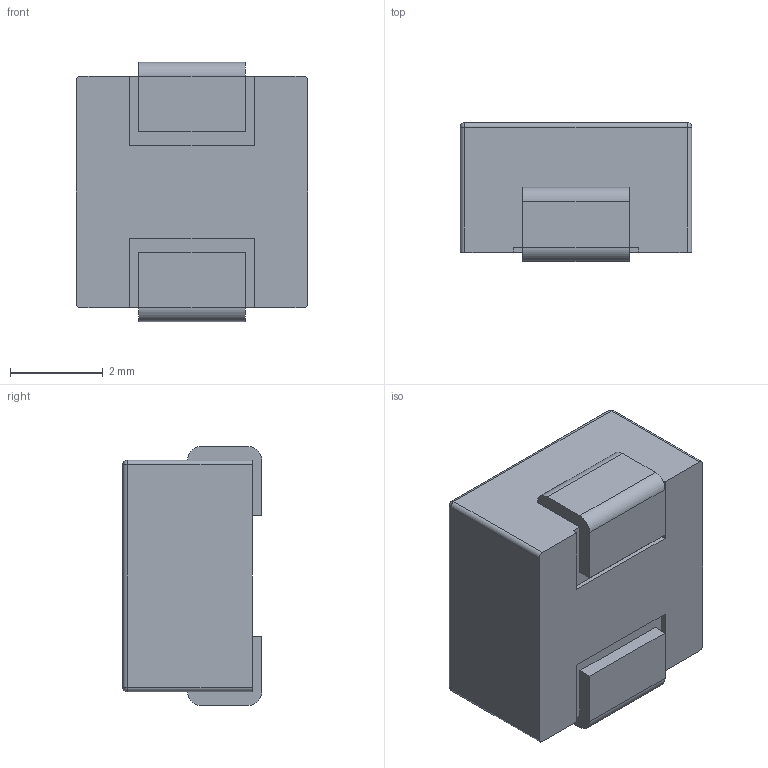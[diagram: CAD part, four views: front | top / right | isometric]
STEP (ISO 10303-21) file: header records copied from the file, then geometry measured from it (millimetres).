
FILE_DESCRIPTION (( 'STEP AP214' ), '1' );
FILE_NAME ('Inductor_SMD_AMPLF_0530.STEP', '2022-10-23T14:46:15', ( 'Rotor' ), ( '' ), 'SwSTEP 2.0', 'SolidWorks 2012', '' );
FILE_SCHEMA (( 'AUTOMOTIVE_DESIGN' ));
Length unit declared in the file: millimetre
Products named in the file (1): Inductor_SMD_AMPLF_0530
Bounding box: 5 x 3.01 x 5.6 mm (x, y, z)
Volume: 72.9 mm3; surface area: 113.1 mm2
Topology: 1 solids, 1 shells, 105 faces, 283 edges, 182 vertices
Faces by surface type: bspline 49, plane 40, cylinder 12, sphere 4
Entity records: 6084 total; most frequent: CARTESIAN_POINT 2912, ORIENTED_EDGE 558, DIRECTION 319, EDGE_CURVE 279, VERTEX_POINT 182, LINE 157, VECTOR 157, EDGE_LOOP 111
